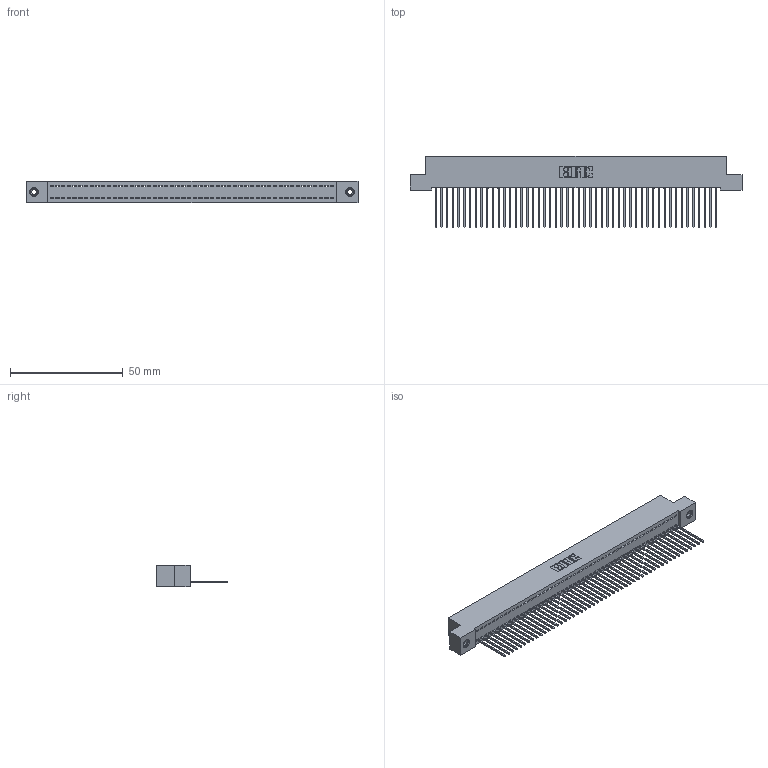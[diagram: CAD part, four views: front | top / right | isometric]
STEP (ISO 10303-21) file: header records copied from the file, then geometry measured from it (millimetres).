
FILE_DESCRIPTION (( 'STEP AP203' ), '1' );
FILE_NAME ('342-050-542-108.STEP', '2018-08-12T20:02:43', ( '' ), ( '' ), 'SwSTEP 2.0', 'SolidWorks 2016', '' );
FILE_SCHEMA (( 'CONFIG_CONTROL_DESIGN' ));
Length unit declared in the file: inch
Products named in the file (4): 345-292-001_345-293-142; 345-250-001_345-250-003-102; 342-050-542-108; 342 Part_TI
Assembly tree (53 placements, depth 2):
  342-050-542-108
    342 Part_TI
    345-292-001_345-293-142  x50
    345-250-001_345-250-003-102  x2
Bounding box: 147.32 x 31.63 x 9.4 mm (x, y, z)
Volume: 13052 mm3; surface area: 20012 mm2
Topology: 53 solids, 53 shells, 3070 faces, 9235 edges, 6082 vertices
Faces by surface type: plane 2198, cylinder 856, cone 12, torus 4
Entity records: 30604 total; most frequent: CARTESIAN_POINT 5259, ORIENTED_EDGE 5238, DIRECTION 4453, EDGE_CURVE 2619, LINE 2471, VECTOR 2471, VERTEX_POINT 1740, AXIS2_PLACEMENT_3D 991
